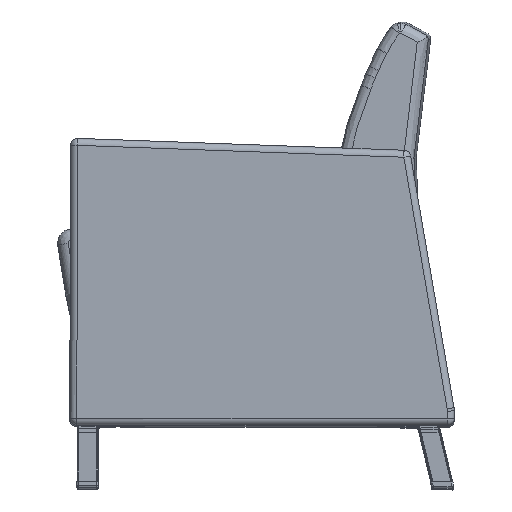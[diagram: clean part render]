
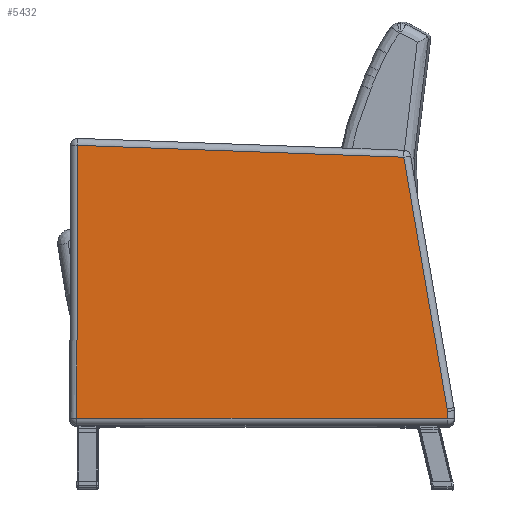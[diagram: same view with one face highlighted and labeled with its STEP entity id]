
A CAD part, top view. The second image highlights one B-rep face of the part: STEP entity #5432.
In plain terms, the highlighted face is planar.
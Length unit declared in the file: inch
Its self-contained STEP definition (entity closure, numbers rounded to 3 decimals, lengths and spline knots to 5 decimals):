
#404=LINE('',#11963,#783);
#407=LINE('',#11970,#786);
#413=LINE('',#12020,#792);
#414=LINE('',#12053,#793);
#419=LINE('',#12072,#798);
#783=VECTOR('',#6779,0.3937);
#786=VECTOR('',#6786,0.3937);
#792=VECTOR('',#6808,0.3937);
#793=VECTOR('',#6817,0.3937);
#798=VECTOR('',#6842,0.3937);
#1098=PLANE('',#6030);
#1314=CIRCLE('',#6008,2.76057);
#1580=FACE_OUTER_BOUND('',#1921,.T.);
#1921=EDGE_LOOP('',(#4399,#4400,#4401,#4402,#4403,#4404));
#2500=VERTEX_POINT('',#11921);
#2506=VERTEX_POINT('',#11938);
#2513=VERTEX_POINT('',#11966);
#2523=VERTEX_POINT('',#12017);
#2524=VERTEX_POINT('',#12019);
#2526=VERTEX_POINT('',#12038);
#3153=EDGE_CURVE('',#2500,#2506,#404,.T.);
#3157=EDGE_CURVE('',#2506,#2513,#407,.T.);
#3169=EDGE_CURVE('',#2523,#2524,#413,.T.);
#3172=EDGE_CURVE('',#2524,#2526,#1314,.T.);
#3174=EDGE_CURVE('',#2526,#2500,#414,.T.);
#3185=EDGE_CURVE('',#2513,#2523,#419,.T.);
#4399=ORIENTED_EDGE('',*,*,#3169,.F.);
#4400=ORIENTED_EDGE('',*,*,#3185,.F.);
#4401=ORIENTED_EDGE('',*,*,#3157,.F.);
#4402=ORIENTED_EDGE('',*,*,#3153,.F.);
#4403=ORIENTED_EDGE('',*,*,#3174,.F.);
#4404=ORIENTED_EDGE('',*,*,#3172,.F.);
#5432=ADVANCED_FACE('',(#1580),#1098,.F.);
#6008=AXIS2_PLACEMENT_3D('',#12039,#6813,#6814);
#6030=AXIS2_PLACEMENT_3D('',#12087,#6867,#6868);
#6779=DIRECTION('',(1.,0.,0.));
#6786=DIRECTION('',(0.,1.,0.));
#6808=DIRECTION('',(-0.171,-0.985,0.));
#6813=DIRECTION('center_axis',(0.,0.,1.));
#6814=DIRECTION('ref_axis',(-0.998,0.067,0.));
#6817=DIRECTION('',(0.,-1.,0.));
#6842=DIRECTION('',(-0.999,-0.034,0.));
#6867=DIRECTION('center_axis',(0.,0.,1.));
#6868=DIRECTION('ref_axis',(1.,0.,0.));
#11921=CARTESIAN_POINT('',(-12.80724,-9.46034,-1.5));
#11938=CARTESIAN_POINT('',(13.64695,-9.46034,-1.5));
#11963=CARTESIAN_POINT('',(-6.44369,-9.46034,-1.5));
#11966=CARTESIAN_POINT('',(13.64695,10.02647,-1.5));
#11970=CARTESIAN_POINT('',(13.64695,-4.83864,-1.5));
#12017=CARTESIAN_POINT('',(-9.67074,9.22367,-1.5));
#12019=CARTESIAN_POINT('',(-12.79597,-8.73029,-1.5));
#12020=CARTESIAN_POINT('',(-10.27762,5.73723,-1.5));
#12038=CARTESIAN_POINT('',(-12.80724,-8.90205,-1.5));
#12039=CARTESIAN_POINT('Origin',(-10.04831,-8.99696,-1.5));
#12053=CARTESIAN_POINT('',(-12.80724,-4.30537,-1.5));
#12072=CARTESIAN_POINT('',(6.8737,9.79327,-1.5));
#12087=CARTESIAN_POINT('Origin',(0.41985,0.28306,-1.5));
